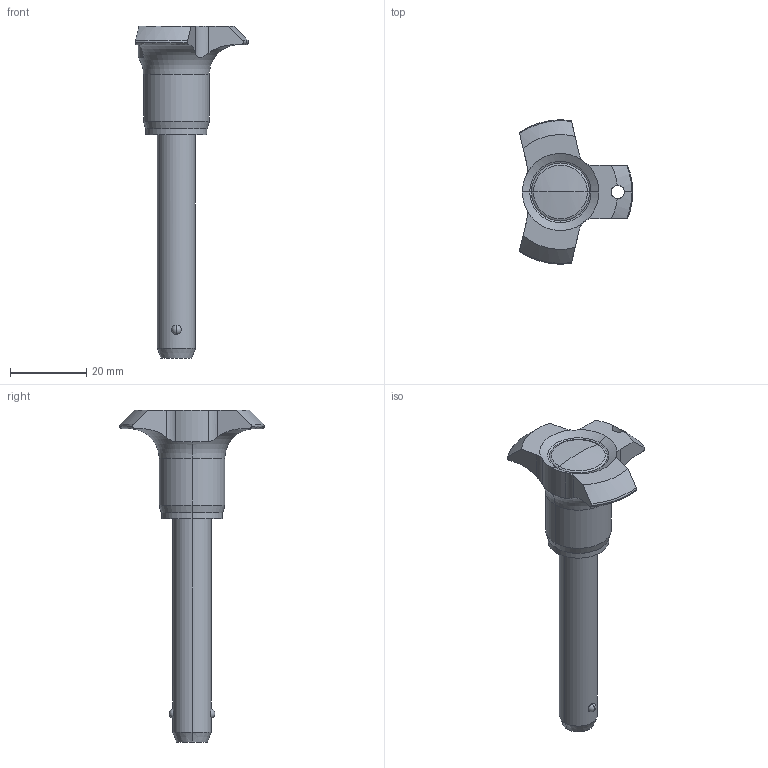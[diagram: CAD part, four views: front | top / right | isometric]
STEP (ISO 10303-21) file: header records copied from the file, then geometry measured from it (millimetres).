
FILE_DESCRIPTION(('STEP AP214'),'1');
FILE_NAME(' ',' ',('TraceParts'),('TraceParts S.A.'),'XStep 1.0',' ',' ');
FILE_SCHEMA(('automotive_design'));
Length unit declared in the file: millimetre
Products named in the file (1): 1
Bounding box: 29.8 x 38 x 87.3 mm (x, y, z)
Volume: 13612.9 mm3; surface area: 4908.9 mm2
Topology: 1 solids, 1 shells, 58 faces, 151 edges, 95 vertices
Faces by surface type: plane 15, torus 14, cylinder 13, cone 10, sphere 6
Entity records: 3983 total; most frequent: CARTESIAN_POINT 883, STYLED_ITEM 303, PRESENTATION_STYLE_ASSIGNMENT 303, COLOUR_RGB 303, ORIENTED_EDGE 298, DIRECTION 297, EDGE_CURVE 149, CURVE_STYLE 149
